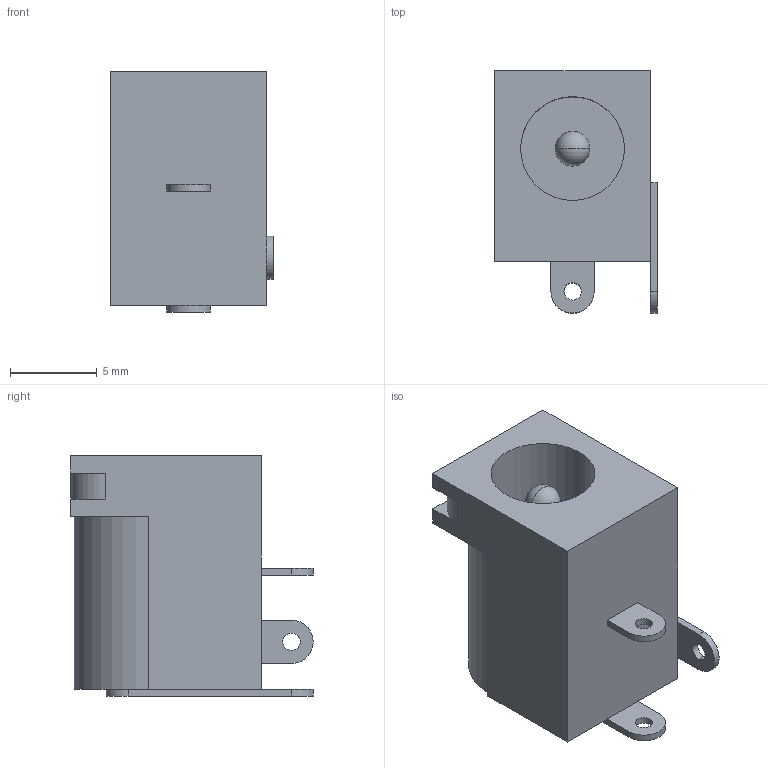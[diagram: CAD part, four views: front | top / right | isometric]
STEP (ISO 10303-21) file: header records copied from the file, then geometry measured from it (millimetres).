
FILE_DESCRIPTION (( 'STEP AP214' ), '1' );
FILE_NAME ('PC-GK2.1.STEP', '2019-01-09T12:09:39', ( '' ), ( '' ), 'SwSTEP 2.0', 'SolidWorks 2017', '' );
FILE_SCHEMA (( 'AUTOMOTIVE_DESIGN' ));
Length unit declared in the file: millimetre
Products named in the file (1): PC-GK2.1
Bounding box: 9.4 x 14 x 13.9 mm (x, y, z)
Volume: 984.3 mm3; surface area: 1074.6 mm2
Topology: 5 solids, 5 shells, 49 faces, 117 edges, 77 vertices
Faces by surface type: plane 29, cylinder 18, sphere 2
Entity records: 1479 total; most frequent: DIRECTION 251, CARTESIAN_POINT 238, ORIENTED_EDGE 226, EDGE_CURVE 113, AXIS2_PLACEMENT_3D 88, LINE 75, VERTEX_POINT 75, VECTOR 75
